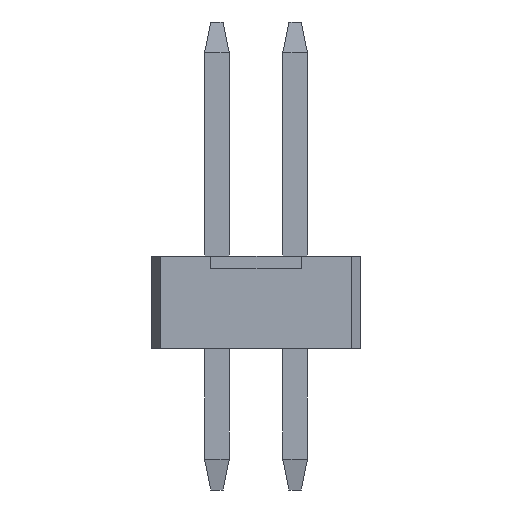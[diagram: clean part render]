
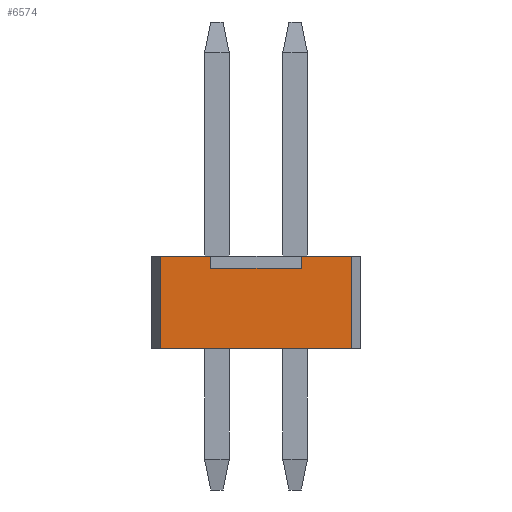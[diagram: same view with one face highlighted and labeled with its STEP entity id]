
A CAD part, front view. The second image highlights one B-rep face of the part: STEP entity #6574.
In plain terms, the highlighted face is planar.
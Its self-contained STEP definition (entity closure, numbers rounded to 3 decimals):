
#488=ORIENTED_EDGE('',*,*,#1643,.T.);
#489=ORIENTED_EDGE('',*,*,#1644,.F.);
#490=ORIENTED_EDGE('',*,*,#1645,.T.);
#491=ORIENTED_EDGE('',*,*,#1646,.T.);
#492=ORIENTED_EDGE('',*,*,#1647,.T.);
#493=ORIENTED_EDGE('',*,*,#1648,.F.);
#494=ORIENTED_EDGE('',*,*,#1649,.F.);
#495=ORIENTED_EDGE('',*,*,#1650,.T.);
#1643=EDGE_CURVE('',#2218,#2219,#2703,.T.);
#1644=EDGE_CURVE('',#2220,#2219,#2704,.T.);
#1645=EDGE_CURVE('',#2220,#2221,#2705,.T.);
#1646=EDGE_CURVE('',#2221,#2222,#2706,.T.);
#1647=EDGE_CURVE('',#2222,#2223,#2707,.T.);
#1648=EDGE_CURVE('',#2224,#2223,#2708,.T.);
#1649=EDGE_CURVE('',#2225,#2224,#2709,.T.);
#1650=EDGE_CURVE('',#2225,#2218,#2710,.T.);
#2218=VERTEX_POINT('',#8850);
#2219=VERTEX_POINT('',#8851);
#2220=VERTEX_POINT('',#8853);
#2221=VERTEX_POINT('',#8855);
#2222=VERTEX_POINT('',#8857);
#2223=VERTEX_POINT('',#8859);
#2224=VERTEX_POINT('',#8861);
#2225=VERTEX_POINT('',#8863);
#2703=LINE('',#8849,#3363);
#2704=LINE('',#8852,#3364);
#2705=LINE('',#8854,#3365);
#2706=LINE('',#8856,#3366);
#2707=LINE('',#8858,#3367);
#2708=LINE('',#8860,#3368);
#2709=LINE('',#8862,#3369);
#2710=LINE('',#8864,#3370);
#3363=VECTOR('',#7537,1000.);
#3364=VECTOR('',#7538,1000.);
#3365=VECTOR('',#7539,1000.);
#3366=VECTOR('',#7540,1000.);
#3367=VECTOR('',#7541,1000.);
#3368=VECTOR('',#7542,1000.);
#3369=VECTOR('',#7543,1000.);
#3370=VECTOR('',#7544,1000.);
#3832=EDGE_LOOP('',(#488,#489,#490,#491,#492,#493,#494,#495));
#4114=FACE_BOUND('',#3832,.T.);
#4396=PLANE('',#6853);
#6574=ADVANCED_FACE('',(#4114),#4396,.T.);
#6853=AXIS2_PLACEMENT_3D('',#8848,#7535,#7536);
#7535=DIRECTION('',(-1.,0.,0.));
#7536=DIRECTION('',(0.,0.,1.));
#7537=DIRECTION('',(0.,1.,0.));
#7538=DIRECTION('',(0.,0.,1.));
#7539=DIRECTION('',(0.,1.,0.));
#7540=DIRECTION('',(0.,0.,1.));
#7541=DIRECTION('',(0.,1.,0.));
#7542=DIRECTION('',(0.,0.,1.));
#7543=DIRECTION('',(0.,1.,0.));
#7544=DIRECTION('',(0.,0.,1.));
#8848=CARTESIAN_POINT('',(-3.175,-1.7,-0.75));
#8849=CARTESIAN_POINT('',(-3.175,-1.7,0.75));
#8850=CARTESIAN_POINT('',(-3.175,-1.55,0.75));
#8851=CARTESIAN_POINT('',(-3.175,-0.735,0.75));
#8852=CARTESIAN_POINT('',(-3.175,-0.735,0.55));
#8853=CARTESIAN_POINT('',(-3.175,-0.735,0.55));
#8854=CARTESIAN_POINT('',(-3.175,-0.735,0.55));
#8855=CARTESIAN_POINT('',(-3.175,0.735,0.55));
#8856=CARTESIAN_POINT('',(-3.175,0.735,0.55));
#8857=CARTESIAN_POINT('',(-3.175,0.735,0.75));
#8858=CARTESIAN_POINT('',(-3.175,-1.7,0.75));
#8859=CARTESIAN_POINT('',(-3.175,1.55,0.75));
#8860=CARTESIAN_POINT('',(-3.175,1.55,-6.824));
#8861=CARTESIAN_POINT('',(-3.175,1.55,-0.75));
#8862=CARTESIAN_POINT('',(-3.175,-1.7,-0.75));
#8863=CARTESIAN_POINT('',(-3.175,-1.55,-0.75));
#8864=CARTESIAN_POINT('',(-3.175,-1.55,-6.824));
